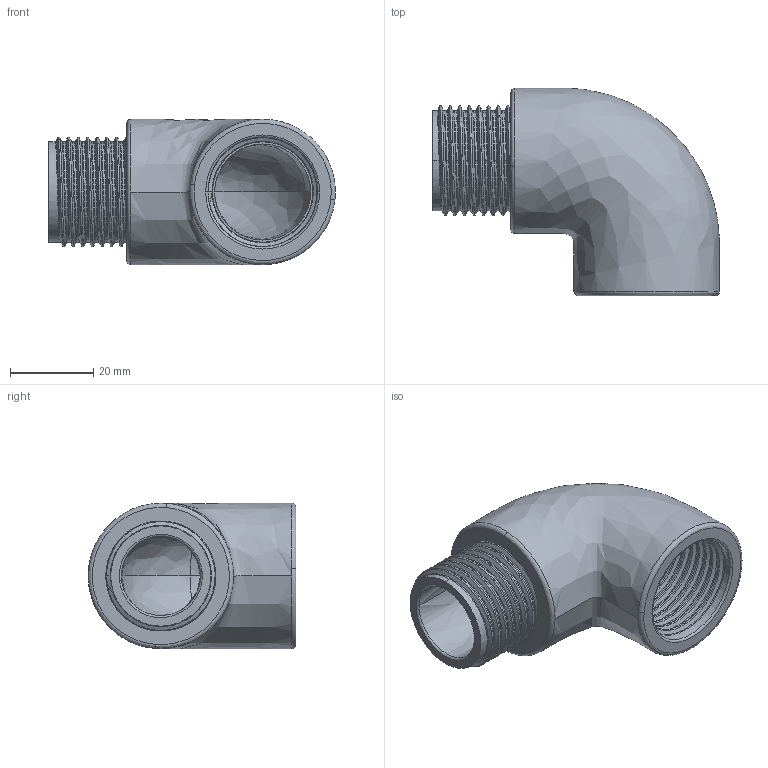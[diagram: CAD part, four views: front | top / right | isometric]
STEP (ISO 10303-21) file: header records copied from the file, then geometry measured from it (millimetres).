
FILE_DESCRIPTION (( 'STEP AP203' ), '1' );
FILE_NAME ('00252_0505.STEP', '2017-05-17T13:16:38', ( '' ), ( '' ), 'SwSTEP 2.0', 'SolidWorks 2011', '' );
FILE_SCHEMA (( 'CONFIG_CONTROL_DESIGN' ));
Length unit declared in the file: millimetre
Products named in the file (1): 00252_0505
Bounding box: 69 x 50 x 35 mm (x, y, z)
Volume: 34478.2 mm3; surface area: 15563.1 mm2
Topology: 1 solids, 1 shells, 71 faces, 187 edges, 120 vertices
Faces by surface type: cylinder 33, bspline 22, torus 8, plane 4, cone 4
Entity records: 11941 total; most frequent: CARTESIAN_POINT 10464, ORIENTED_EDGE 374, DIRECTION 203, EDGE_CURVE 187, VERTEX_POINT 120, AXIS2_PLACEMENT_3D 83, EDGE_LOOP 75, FACE_OUTER_BOUND 71
